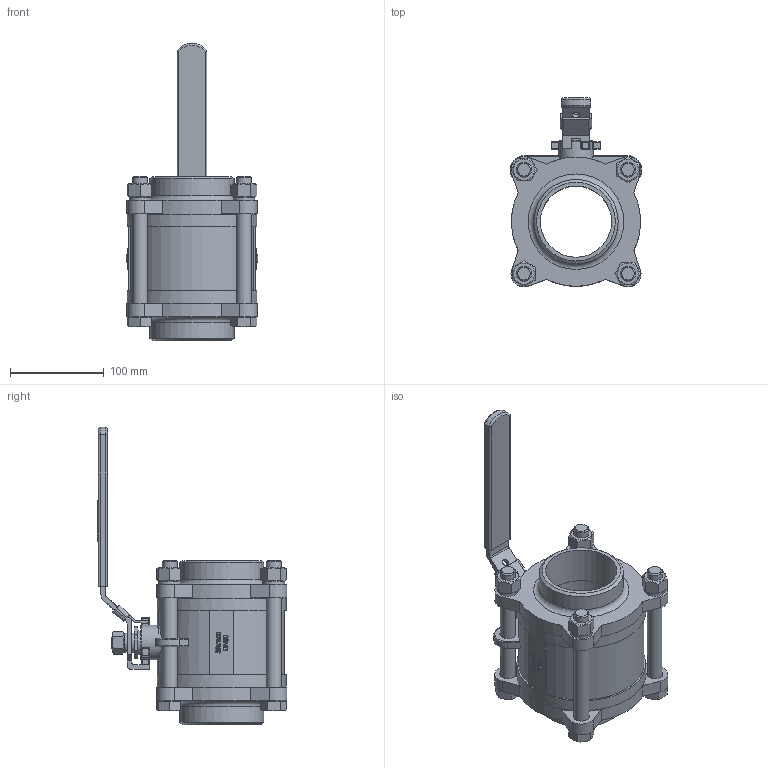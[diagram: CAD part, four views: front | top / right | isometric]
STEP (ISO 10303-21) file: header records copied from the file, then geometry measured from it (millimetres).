
FILE_DESCRIPTION(/* description */ ('791080'),/* implementation_level */ '2;1');
FILE_NAME(/* name */ '791080.stp',/* time_stamp */ '2019-10-02T13:51:54+02:00',/* author */ ('jmorand'),/* organization */ ('Sferaco'),/* preprocessor_version */ 'ST-DEVELOPER v18',/* originating_system */ 'Autodesk Inventor 2020',/* authorisation */ '');
FILE_SCHEMA (('AUTOMOTIVE_DESIGN { 1 0 10303 214 3 1 1 }'));
Length unit declared in the file: millimetre
Products named in the file (1): 791080C_ens_Shrinkwrap_1
Bounding box: 140.97 x 202.51 x 317.43 mm (x, y, z)
Volume: 1673317.7 mm3; surface area: 302800.3 mm2
Topology: 22 solids, 22 shells, 983 faces, 2518 edges, 1634 vertices
Faces by surface type: plane 459, bspline 313, cylinder 130, cone 52, sphere 16, torus 13
Full cylindrical faces by diameter (mm): 7.5 x1, 11.835 x1, 13.835 x4, 16 x4, 17 x10, 20 x2, 24 x4, 24.376 x1, 26 x1, 37 x1, 76 x3, 90 x2, 138 x4
Entity records: 34029 total; most frequent: CARTESIAN_POINT 11213, ORIENTED_EDGE 5036, DIRECTION 3525, EDGE_CURVE 2518, VERTEX_POINT 1634, LINE 1321, VECTOR 1321, AXIS2_PLACEMENT_3D 1102
